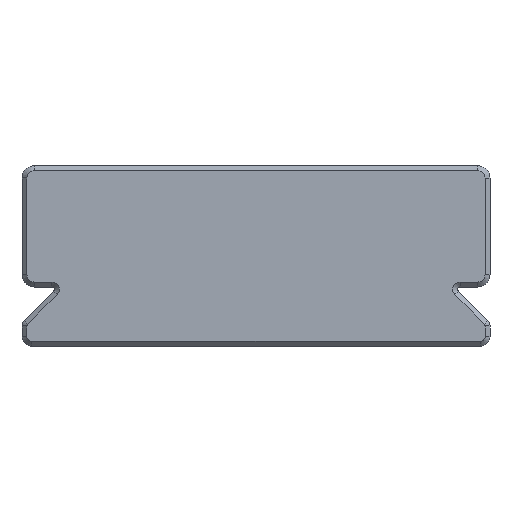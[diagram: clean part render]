
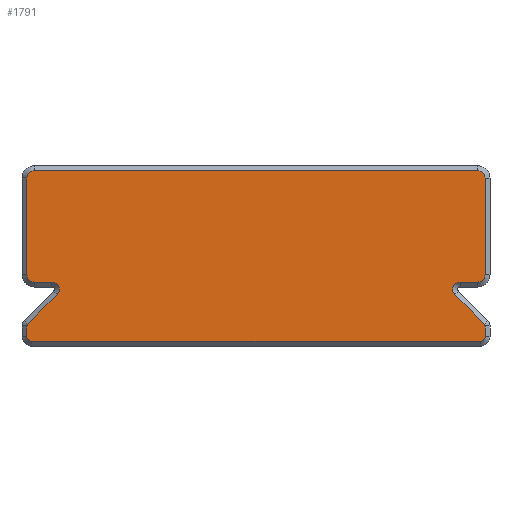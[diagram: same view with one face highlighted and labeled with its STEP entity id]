
A CAD part, front view. The second image highlights one B-rep face of the part: STEP entity #1791.
In plain terms, the highlighted planar face has unit normal (0, -1, 0).
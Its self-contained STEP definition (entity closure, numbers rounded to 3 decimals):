
#82=PLANE('',#1959);
#158=FACE_OUTER_BOUND('',#277,.T.);
#277=EDGE_LOOP('',(#1422,#1423,#1424,#1425,#1426,#1427,#1428,#1429,#1430,
#1431,#1432,#1433,#1434,#1435,#1436,#1437,#1438,#1439,#1440,#1441));
#353=CIRCLE('',#1902,0.6);
#355=CIRCLE('',#1906,0.6);
#357=CIRCLE('',#1910,0.6);
#359=CIRCLE('',#1914,0.2);
#361=CIRCLE('',#1918,0.4);
#363=CIRCLE('',#1922,0.4);
#365=CIRCLE('',#1926,0.2);
#367=CIRCLE('',#1930,0.6);
#369=CIRCLE('',#1934,0.6);
#371=CIRCLE('',#1938,0.6);
#476=LINE('',#4021,#621);
#480=LINE('',#4033,#625);
#486=LINE('',#4048,#631);
#490=LINE('',#4060,#635);
#493=LINE('',#4069,#638);
#495=LINE('',#4078,#640);
#499=LINE('',#4090,#644);
#503=LINE('',#4102,#648);
#507=LINE('',#4114,#652);
#512=LINE('',#4126,#657);
#621=VECTOR('',#2160,10.);
#625=VECTOR('',#2172,10.);
#631=VECTOR('',#2186,10.);
#635=VECTOR('',#2198,10.);
#638=VECTOR('',#2209,10.);
#640=VECTOR('',#2219,10.);
#644=VECTOR('',#2231,10.);
#648=VECTOR('',#2243,10.);
#652=VECTOR('',#2255,10.);
#657=VECTOR('',#2268,10.);
#789=VERTEX_POINT('',#4011);
#792=VERTEX_POINT('',#4016);
#793=VERTEX_POINT('',#4020);
#795=VERTEX_POINT('',#4026);
#797=VERTEX_POINT('',#4032);
#799=VERTEX_POINT('',#4038);
#801=VERTEX_POINT('',#4044);
#803=VERTEX_POINT('',#4050);
#805=VERTEX_POINT('',#4056);
#807=VERTEX_POINT('',#4062);
#808=VERTEX_POINT('',#4067);
#809=VERTEX_POINT('',#4071);
#811=VERTEX_POINT('',#4077);
#813=VERTEX_POINT('',#4083);
#815=VERTEX_POINT('',#4089);
#817=VERTEX_POINT('',#4095);
#819=VERTEX_POINT('',#4101);
#821=VERTEX_POINT('',#4107);
#823=VERTEX_POINT('',#4113);
#825=VERTEX_POINT('',#4119);
#969=EDGE_CURVE('',#792,#789,#353,.T.);
#970=EDGE_CURVE('',#789,#793,#476,.T.);
#975=EDGE_CURVE('',#793,#795,#355,.T.);
#976=EDGE_CURVE('',#795,#797,#480,.T.);
#981=EDGE_CURVE('',#797,#799,#357,.T.);
#984=EDGE_CURVE('',#799,#801,#486,.T.);
#987=EDGE_CURVE('',#801,#803,#359,.T.);
#990=EDGE_CURVE('',#803,#805,#490,.T.);
#993=EDGE_CURVE('',#805,#807,#361,.T.);
#995=EDGE_CURVE('',#807,#808,#493,.T.);
#998=EDGE_CURVE('',#808,#809,#363,.T.);
#999=EDGE_CURVE('',#809,#811,#495,.T.);
#1004=EDGE_CURVE('',#811,#813,#365,.T.);
#1005=EDGE_CURVE('',#813,#815,#499,.T.);
#1010=EDGE_CURVE('',#815,#817,#367,.T.);
#1011=EDGE_CURVE('',#817,#819,#503,.T.);
#1016=EDGE_CURVE('',#819,#821,#369,.T.);
#1017=EDGE_CURVE('',#821,#823,#507,.T.);
#1022=EDGE_CURVE('',#823,#825,#371,.T.);
#1024=EDGE_CURVE('',#825,#792,#512,.T.);
#1422=ORIENTED_EDGE('',*,*,#969,.F.);
#1423=ORIENTED_EDGE('',*,*,#1024,.F.);
#1424=ORIENTED_EDGE('',*,*,#1022,.F.);
#1425=ORIENTED_EDGE('',*,*,#1017,.F.);
#1426=ORIENTED_EDGE('',*,*,#1016,.F.);
#1427=ORIENTED_EDGE('',*,*,#1011,.F.);
#1428=ORIENTED_EDGE('',*,*,#1010,.F.);
#1429=ORIENTED_EDGE('',*,*,#1005,.F.);
#1430=ORIENTED_EDGE('',*,*,#1004,.F.);
#1431=ORIENTED_EDGE('',*,*,#999,.F.);
#1432=ORIENTED_EDGE('',*,*,#998,.F.);
#1433=ORIENTED_EDGE('',*,*,#995,.F.);
#1434=ORIENTED_EDGE('',*,*,#993,.F.);
#1435=ORIENTED_EDGE('',*,*,#990,.F.);
#1436=ORIENTED_EDGE('',*,*,#987,.F.);
#1437=ORIENTED_EDGE('',*,*,#984,.F.);
#1438=ORIENTED_EDGE('',*,*,#981,.F.);
#1439=ORIENTED_EDGE('',*,*,#976,.F.);
#1440=ORIENTED_EDGE('',*,*,#975,.F.);
#1441=ORIENTED_EDGE('',*,*,#970,.F.);
#1791=ADVANCED_FACE('',(#158),#82,.F.);
#1902=AXIS2_PLACEMENT_3D('',#4018,#2156,#2157);
#1906=AXIS2_PLACEMENT_3D('',#4030,#2168,#2169);
#1910=AXIS2_PLACEMENT_3D('',#4042,#2180,#2181);
#1914=AXIS2_PLACEMENT_3D('',#4054,#2192,#2193);
#1918=AXIS2_PLACEMENT_3D('',#4065,#2204,#2205);
#1922=AXIS2_PLACEMENT_3D('',#4075,#2215,#2216);
#1926=AXIS2_PLACEMENT_3D('',#4087,#2227,#2228);
#1930=AXIS2_PLACEMENT_3D('',#4099,#2239,#2240);
#1934=AXIS2_PLACEMENT_3D('',#4111,#2251,#2252);
#1938=AXIS2_PLACEMENT_3D('',#4123,#2263,#2264);
#1959=AXIS2_PLACEMENT_3D('',#4185,#2327,#2328);
#2156=DIRECTION('center_axis',(0.,1.,0.));
#2157=DIRECTION('ref_axis',(0.707,0.,0.707));
#2160=DIRECTION('',(0.,0.,-1.));
#2168=DIRECTION('center_axis',(0.,1.,0.));
#2169=DIRECTION('ref_axis',(0.707,0.,-0.707));
#2172=DIRECTION('',(-1.,0.,0.));
#2180=DIRECTION('center_axis',(0.,-1.,0.));
#2181=DIRECTION('ref_axis',(-0.924,0.,0.383));
#2186=DIRECTION('',(0.707,0.,-0.707));
#2192=DIRECTION('center_axis',(0.,1.,0.));
#2193=DIRECTION('ref_axis',(0.924,0.,0.383));
#2198=DIRECTION('',(0.,0.,-1.));
#2204=DIRECTION('center_axis',(0.,1.,0.));
#2205=DIRECTION('ref_axis',(1.,0.,0.));
#2209=DIRECTION('',(-1.,0.,0.));
#2215=DIRECTION('center_axis',(0.,1.,0.));
#2216=DIRECTION('ref_axis',(-1.,0.,0.));
#2219=DIRECTION('',(0.,0.,1.));
#2227=DIRECTION('center_axis',(0.,1.,0.));
#2228=DIRECTION('ref_axis',(-0.924,0.,0.383));
#2231=DIRECTION('',(0.707,0.,0.707));
#2239=DIRECTION('center_axis',(0.,-1.,0.));
#2240=DIRECTION('ref_axis',(0.924,0.,0.383));
#2243=DIRECTION('',(-1.,0.,0.));
#2251=DIRECTION('center_axis',(0.,1.,0.));
#2252=DIRECTION('ref_axis',(-0.707,0.,-0.707));
#2255=DIRECTION('',(0.,0.,1.));
#2263=DIRECTION('center_axis',(0.,1.,0.));
#2264=DIRECTION('ref_axis',(-0.707,0.,0.707));
#2268=DIRECTION('',(1.,0.,0.));
#2327=DIRECTION('center_axis',(0.,1.,0.));
#2328=DIRECTION('ref_axis',(1.,0.,0.));
#4011=CARTESIAN_POINT('',(37.7,0.,8.874));
#4016=CARTESIAN_POINT('',(37.1,0.,9.474));
#4018=CARTESIAN_POINT('Origin',(37.1,0.,8.874));
#4020=CARTESIAN_POINT('',(37.7,0.,1.));
#4021=CARTESIAN_POINT('',(37.7,0.,2.544));
#4026=CARTESIAN_POINT('',(37.1,0.,0.4));
#4030=CARTESIAN_POINT('Origin',(37.1,0.,1.));
#4032=CARTESIAN_POINT('',(35.662,0.,0.4));
#4033=CARTESIAN_POINT('',(28.575,0.,0.4));
#4038=CARTESIAN_POINT('',(35.238,0.,-0.624));
#4042=CARTESIAN_POINT('Origin',(35.662,0.,-0.2));
#4044=CARTESIAN_POINT('',(37.641,0.,-3.028));
#4048=CARTESIAN_POINT('',(30.842,0.,3.771));
#4050=CARTESIAN_POINT('',(37.7,0.,-3.17));
#4054=CARTESIAN_POINT('Origin',(37.5,0.,-3.17));
#4056=CARTESIAN_POINT('',(37.7,0.,-4.026));
#4060=CARTESIAN_POINT('',(37.7,0.,-1.417));
#4062=CARTESIAN_POINT('',(37.3,0.,-4.426));
#4065=CARTESIAN_POINT('Origin',(37.3,0.,-4.026));
#4067=CARTESIAN_POINT('',(0.8,0.,-4.426));
#4069=CARTESIAN_POINT('',(28.175,0.,-4.426));
#4071=CARTESIAN_POINT('',(0.4,0.,-4.026));
#4075=CARTESIAN_POINT('Origin',(0.8,0.,-4.026));
#4077=CARTESIAN_POINT('',(0.4,0.,-3.17));
#4078=CARTESIAN_POINT('',(0.4,0.,-1.97));
#4083=CARTESIAN_POINT('',(0.459,0.,-3.028));
#4087=CARTESIAN_POINT('Origin',(0.6,0.,-3.17));
#4089=CARTESIAN_POINT('',(2.862,0.,-0.624));
#4090=CARTESIAN_POINT('',(5.797,0.,2.311));
#4095=CARTESIAN_POINT('',(2.438,0.,0.4));
#4099=CARTESIAN_POINT('Origin',(2.438,0.,-0.2));
#4101=CARTESIAN_POINT('',(1.,0.,0.4));
#4102=CARTESIAN_POINT('',(10.986,0.,0.4));
#4107=CARTESIAN_POINT('',(0.4,0.,1.));
#4111=CARTESIAN_POINT('Origin',(1.,0.,1.));
#4113=CARTESIAN_POINT('',(0.4,0.,8.874));
#4114=CARTESIAN_POINT('',(0.4,0.,0.043));
#4119=CARTESIAN_POINT('',(1.,0.,9.474));
#4123=CARTESIAN_POINT('Origin',(1.,0.,8.874));
#4126=CARTESIAN_POINT('',(27.3,0.,9.474));
#4185=CARTESIAN_POINT('Origin',(19.05,0.,0.087));
